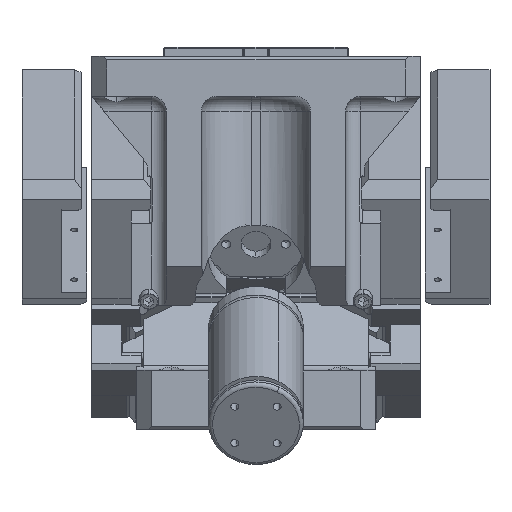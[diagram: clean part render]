
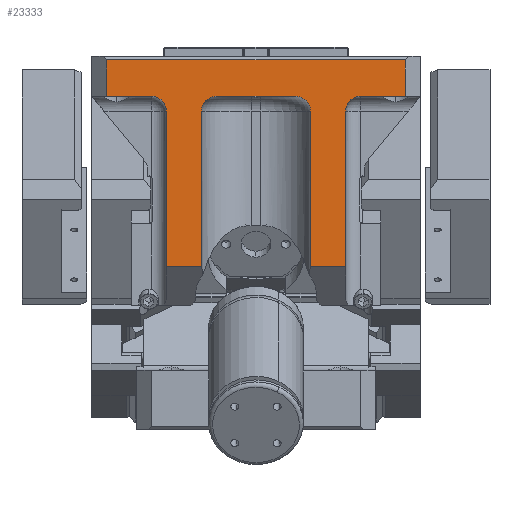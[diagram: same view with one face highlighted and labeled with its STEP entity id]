
A CAD part, left-side view. The second image highlights one B-rep face of the part: STEP entity #23333.
In plain terms, the highlighted planar face has unit normal (-1, 0, 0).
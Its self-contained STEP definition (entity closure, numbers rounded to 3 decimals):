
#23216=AXIS2_PLACEMENT_3D('Plane Axis2P3D',#23213,#23214,#23215) ;
#23243=AXIS2_PLACEMENT_3D('Circle Axis2P3D',#23241,#23242,$) ;
#23298=AXIS2_PLACEMENT_3D('Circle Axis2P3D',#23296,#23297,$) ;
#21428=CARTESIAN_POINT('Line Origine',(-390.,-72.375,13.787)) ;
#21432=CARTESIAN_POINT('Vertex',(-390.,-54.749,13.787)) ;
#21434=CARTESIAN_POINT('Vertex',(-390.,-90.,13.787)) ;
#21500=CARTESIAN_POINT('Vertex',(-390.,-90.,170.)) ;
#21503=CARTESIAN_POINT('Line Origine',(-390.,-90.,91.893)) ;
#22275=CARTESIAN_POINT('Line Origine',(-390.,90.,91.893)) ;
#22279=CARTESIAN_POINT('Vertex',(-390.,90.,170.)) ;
#22281=CARTESIAN_POINT('Vertex',(-390.,90.,13.787)) ;
#22345=CARTESIAN_POINT('Vertex',(-390.,54.749,13.787)) ;
#22348=CARTESIAN_POINT('Line Origine',(-390.,72.375,13.787)) ;
#23173=CARTESIAN_POINT('Control Point',(-390.,-54.749,13.787)) ;
#23174=CARTESIAN_POINT('Control Point',(-390.,-54.749,170.)) ;
#23175=CARTESIAN_POINT('Vertex',(-390.,-54.749,170.)) ;
#23213=CARTESIAN_POINT('Axis2P3D Location',(-390.,0.,0.)) ;
#23218=CARTESIAN_POINT('Line Origine',(-390.,0.,221.5)) ;
#23222=CARTESIAN_POINT('Vertex',(-390.,-150.,221.5)) ;
#23224=CARTESIAN_POINT('Vertex',(-390.,150.,221.5)) ;
#23227=CARTESIAN_POINT('Line Origine',(-390.,150.,203.25)) ;
#23231=CARTESIAN_POINT('Vertex',(-390.,150.,185.)) ;
#23234=CARTESIAN_POINT('Line Origine',(-390.,127.5,185.)) ;
#23238=CARTESIAN_POINT('Vertex',(-390.,105.,185.)) ;
#23241=CARTESIAN_POINT('Axis2P3D Location',(-390.,105.,170.)) ;
#23246=CARTESIAN_POINT('Line Origine',(-390.,54.749,91.893)) ;
#23250=CARTESIAN_POINT('Vertex',(-390.,54.749,170.)) ;
#23254=CARTESIAN_POINT('Control Point',(-390.,54.749,170.)) ;
#23255=CARTESIAN_POINT('Control Point',(-390.,54.749,171.515)) ;
#23256=CARTESIAN_POINT('Control Point',(-390.,54.557,173.03)) ;
#23257=CARTESIAN_POINT('Control Point',(-390.,54.173,174.513)) ;
#23258=CARTESIAN_POINT('Control Point',(-390.,53.035,177.35)) ;
#23259=CARTESIAN_POINT('Control Point',(-390.,51.226,179.815)) ;
#23260=CARTESIAN_POINT('Control Point',(-390.,50.168,180.927)) ;
#23261=CARTESIAN_POINT('Control Point',(-390.,47.99,182.701)) ;
#23262=CARTESIAN_POINT('Control Point',(-390.,45.47,183.93)) ;
#23263=CARTESIAN_POINT('Control Point',(-390.,44.267,184.366)) ;
#23264=CARTESIAN_POINT('Control Point',(-390.,42.611,184.778)) ;
#23265=CARTESIAN_POINT('Control Point',(-390.,40.923,184.955)) ;
#23266=CARTESIAN_POINT('Control Point',(-390.,40.496,184.985)) ;
#23267=CARTESIAN_POINT('Control Point',(-390.,40.069,185.)) ;
#23268=CARTESIAN_POINT('Control Point',(-390.,39.641,185.)) ;
#23269=CARTESIAN_POINT('Vertex',(-390.,39.641,185.)) ;
#23272=CARTESIAN_POINT('Line Origine',(-390.,0.,185.)) ;
#23276=CARTESIAN_POINT('Vertex',(-390.,-39.641,185.)) ;
#23280=CARTESIAN_POINT('Control Point',(-390.,-54.749,170.)) ;
#23281=CARTESIAN_POINT('Control Point',(-390.,-54.749,171.515)) ;
#23282=CARTESIAN_POINT('Control Point',(-390.,-54.557,173.03)) ;
#23283=CARTESIAN_POINT('Control Point',(-390.,-54.173,174.513)) ;
#23284=CARTESIAN_POINT('Control Point',(-390.,-53.035,177.35)) ;
#23285=CARTESIAN_POINT('Control Point',(-390.,-51.226,179.815)) ;
#23286=CARTESIAN_POINT('Control Point',(-390.,-50.168,180.927)) ;
#23287=CARTESIAN_POINT('Control Point',(-390.,-47.99,182.701)) ;
#23288=CARTESIAN_POINT('Control Point',(-390.,-45.47,183.93)) ;
#23289=CARTESIAN_POINT('Control Point',(-390.,-44.267,184.366)) ;
#23290=CARTESIAN_POINT('Control Point',(-390.,-42.611,184.778)) ;
#23291=CARTESIAN_POINT('Control Point',(-390.,-40.923,184.955)) ;
#23292=CARTESIAN_POINT('Control Point',(-390.,-40.496,184.985)) ;
#23293=CARTESIAN_POINT('Control Point',(-390.,-40.069,185.)) ;
#23294=CARTESIAN_POINT('Control Point',(-390.,-39.641,185.)) ;
#23296=CARTESIAN_POINT('Axis2P3D Location',(-390.,-105.,170.)) ;
#23300=CARTESIAN_POINT('Vertex',(-390.,-105.,185.)) ;
#23303=CARTESIAN_POINT('Line Origine',(-390.,-127.5,185.)) ;
#23307=CARTESIAN_POINT('Vertex',(-390.,-150.,185.)) ;
#23310=CARTESIAN_POINT('Line Origine',(-390.,-150.,203.25)) ;
#21429=DIRECTION('Vector Direction',(0.,-1.,0.)) ;
#21504=DIRECTION('Vector Direction',(0.,0.,-1.)) ;
#22276=DIRECTION('Vector Direction',(0.,0.,-1.)) ;
#22349=DIRECTION('Vector Direction',(0.,-1.,0.)) ;
#23214=DIRECTION('Axis2P3D Direction',(-1.,0.,0.)) ;
#23215=DIRECTION('Axis2P3D XDirection',(0.,-1.,0.)) ;
#23219=DIRECTION('Vector Direction',(0.,1.,0.)) ;
#23228=DIRECTION('Vector Direction',(0.,0.,-1.)) ;
#23235=DIRECTION('Vector Direction',(0.,-1.,0.)) ;
#23242=DIRECTION('Axis2P3D Direction',(-1.,0.,0.)) ;
#23247=DIRECTION('Vector Direction',(0.,0.,1.)) ;
#23273=DIRECTION('Vector Direction',(0.,-1.,0.)) ;
#23297=DIRECTION('Axis2P3D Direction',(-1.,0.,0.)) ;
#23304=DIRECTION('Vector Direction',(0.,-1.,0.)) ;
#23311=DIRECTION('Vector Direction',(0.,0.,-1.)) ;
#21430=VECTOR('Line Direction',#21429,1.) ;
#21505=VECTOR('Line Direction',#21504,1.) ;
#22277=VECTOR('Line Direction',#22276,1.) ;
#22350=VECTOR('Line Direction',#22349,1.) ;
#23220=VECTOR('Line Direction',#23219,1.) ;
#23229=VECTOR('Line Direction',#23228,1.) ;
#23236=VECTOR('Line Direction',#23235,1.) ;
#23248=VECTOR('Line Direction',#23247,1.) ;
#23274=VECTOR('Line Direction',#23273,1.) ;
#23305=VECTOR('Line Direction',#23304,1.) ;
#23312=VECTOR('Line Direction',#23311,1.) ;
#23316=ORIENTED_EDGE('',*,*,#23226,.T.) ;
#23317=ORIENTED_EDGE('',*,*,#23233,.T.) ;
#23318=ORIENTED_EDGE('',*,*,#23240,.T.) ;
#23319=ORIENTED_EDGE('',*,*,#23245,.F.) ;
#23320=ORIENTED_EDGE('',*,*,#22283,.T.) ;
#23321=ORIENTED_EDGE('',*,*,#22352,.T.) ;
#23322=ORIENTED_EDGE('',*,*,#23252,.T.) ;
#23323=ORIENTED_EDGE('',*,*,#23271,.T.) ;
#23324=ORIENTED_EDGE('',*,*,#23278,.T.) ;
#23325=ORIENTED_EDGE('',*,*,#23295,.F.) ;
#23326=ORIENTED_EDGE('',*,*,#23177,.F.) ;
#23327=ORIENTED_EDGE('',*,*,#21436,.T.) ;
#23328=ORIENTED_EDGE('',*,*,#21507,.F.) ;
#23329=ORIENTED_EDGE('',*,*,#23302,.F.) ;
#23330=ORIENTED_EDGE('',*,*,#23309,.T.) ;
#23331=ORIENTED_EDGE('',*,*,#23314,.F.) ;
#23333=ADVANCED_FACE('SCHIEBERBETT',(#23332),#23217,.T.) ;
#23172=B_SPLINE_CURVE_WITH_KNOTS('',1,(#23173,#23174),.UNSPECIFIED.,.F.,.U.,(2,2),(-74.071,82.143),.UNSPECIFIED.) ;
#23253=B_SPLINE_CURVE_WITH_KNOTS('',5,(#23254,#23255,#23256,#23257,#23258,#23259,#23260,#23261,#23262,#23263,#23264,#23265,#23266,#23267,#23268),.UNSPECIFIED.,.F.,.U.,(6,3,3,3,6),(0.,10.712,21.441,30.41,33.433),.UNSPECIFIED.) ;
#23279=B_SPLINE_CURVE_WITH_KNOTS('',5,(#23280,#23281,#23282,#23283,#23284,#23285,#23286,#23287,#23288,#23289,#23290,#23291,#23292,#23293,#23294),.UNSPECIFIED.,.F.,.U.,(6,3,3,3,6),(0.,10.712,21.441,30.41,33.433),.UNSPECIFIED.) ;
#23244=CIRCLE('generated circle',#23243,15.) ;
#23299=CIRCLE('generated circle',#23298,15.) ;
#21436=EDGE_CURVE('',#21433,#21435,#21431,.T.) ;
#21507=EDGE_CURVE('',#21501,#21435,#21506,.T.) ;
#22283=EDGE_CURVE('',#22280,#22282,#22278,.T.) ;
#22352=EDGE_CURVE('',#22282,#22346,#22351,.T.) ;
#23177=EDGE_CURVE('',#21433,#23176,#23172,.T.) ;
#23226=EDGE_CURVE('',#23223,#23225,#23221,.T.) ;
#23233=EDGE_CURVE('',#23225,#23232,#23230,.T.) ;
#23240=EDGE_CURVE('',#23232,#23239,#23237,.T.) ;
#23245=EDGE_CURVE('',#22280,#23239,#23244,.T.) ;
#23252=EDGE_CURVE('',#22346,#23251,#23249,.T.) ;
#23271=EDGE_CURVE('',#23251,#23270,#23253,.T.) ;
#23278=EDGE_CURVE('',#23270,#23277,#23275,.T.) ;
#23295=EDGE_CURVE('',#23176,#23277,#23279,.T.) ;
#23302=EDGE_CURVE('',#23301,#21501,#23299,.T.) ;
#23309=EDGE_CURVE('',#23301,#23308,#23306,.T.) ;
#23314=EDGE_CURVE('',#23223,#23308,#23313,.T.) ;
#23315=EDGE_LOOP('',(#23316,#23317,#23318,#23319,#23320,#23321,#23322,#23323,#23324,#23325,#23326,#23327,#23328,#23329,#23330,#23331)) ;
#23332=FACE_OUTER_BOUND('',#23315,.T.) ;
#21431=LINE('Line',#21428,#21430) ;
#21506=LINE('Line',#21503,#21505) ;
#22278=LINE('Line',#22275,#22277) ;
#22351=LINE('Line',#22348,#22350) ;
#23221=LINE('Line',#23218,#23220) ;
#23230=LINE('Line',#23227,#23229) ;
#23237=LINE('Line',#23234,#23236) ;
#23249=LINE('Line',#23246,#23248) ;
#23275=LINE('Line',#23272,#23274) ;
#23306=LINE('Line',#23303,#23305) ;
#23313=LINE('Line',#23310,#23312) ;
#23217=PLANE('',#23216) ;
#21433=VERTEX_POINT('',#21432) ;
#21435=VERTEX_POINT('',#21434) ;
#21501=VERTEX_POINT('',#21500) ;
#22280=VERTEX_POINT('',#22279) ;
#22282=VERTEX_POINT('',#22281) ;
#22346=VERTEX_POINT('',#22345) ;
#23176=VERTEX_POINT('',#23175) ;
#23223=VERTEX_POINT('',#23222) ;
#23225=VERTEX_POINT('',#23224) ;
#23232=VERTEX_POINT('',#23231) ;
#23239=VERTEX_POINT('',#23238) ;
#23251=VERTEX_POINT('',#23250) ;
#23270=VERTEX_POINT('',#23269) ;
#23277=VERTEX_POINT('',#23276) ;
#23301=VERTEX_POINT('',#23300) ;
#23308=VERTEX_POINT('',#23307) ;
